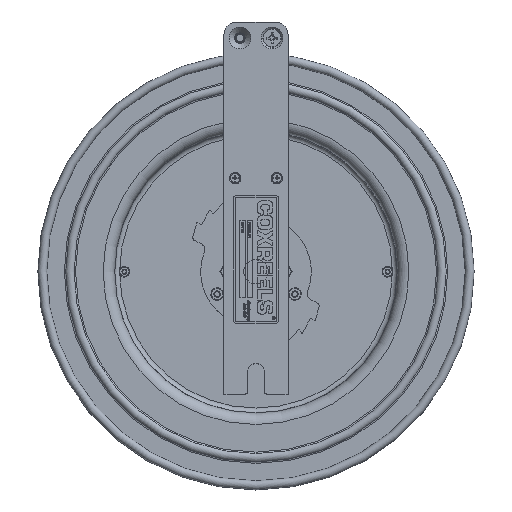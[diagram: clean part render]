
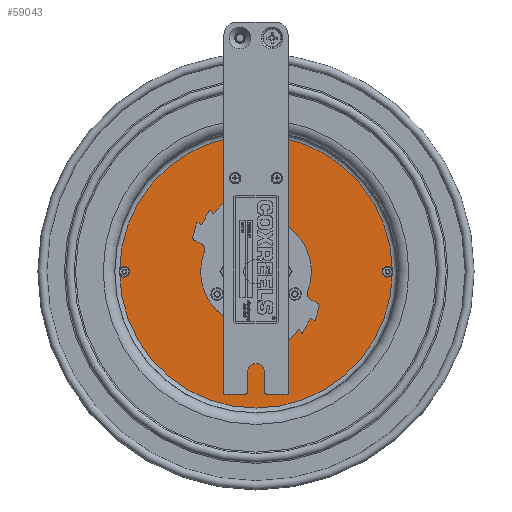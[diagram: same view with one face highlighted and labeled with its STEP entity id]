
A CAD part, top view. The second image highlights one B-rep face of the part: STEP entity #59043.
In plain terms, the highlighted planar face has unit normal (0, 0, 1).
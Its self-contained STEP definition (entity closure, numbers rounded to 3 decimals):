
#3482=FACE_BOUND('',#9436,.T.);
#3483=FACE_BOUND('',#9437,.T.);
#3484=FACE_BOUND('',#9438,.T.);
#3485=FACE_BOUND('',#9439,.T.);
#3486=FACE_BOUND('',#9440,.T.);
#3487=FACE_BOUND('',#9441,.T.);
#4688=PLANE('',#62380);
#6841=FACE_OUTER_BOUND('',#9435,.T.);
#9435=EDGE_LOOP('',(#53307,#53308));
#9436=EDGE_LOOP('',(#53309));
#9437=EDGE_LOOP('',(#53310,#53311,#53312,#53313));
#9438=EDGE_LOOP('',(#53314,#53315,#53316,#53317));
#9439=EDGE_LOOP('',(#53318,#53319,#53320,#53321));
#9440=EDGE_LOOP('',(#53322));
#9441=EDGE_LOOP('',(#53323));
#15214=LINE('',#108328,#21021);
#15215=LINE('',#108330,#21022);
#15216=LINE('',#108332,#21023);
#15217=LINE('',#108333,#21024);
#15218=LINE('',#108336,#21025);
#15219=LINE('',#108338,#21026);
#15220=LINE('',#108340,#21027);
#15221=LINE('',#108341,#21028);
#15222=LINE('',#108344,#21029);
#15223=LINE('',#108346,#21030);
#15224=LINE('',#108348,#21031);
#15225=LINE('',#108349,#21032);
#21021=VECTOR('',#74188,0.394);
#21022=VECTOR('',#74189,0.394);
#21023=VECTOR('',#74190,0.394);
#21024=VECTOR('',#74191,0.394);
#21025=VECTOR('',#74192,0.394);
#21026=VECTOR('',#74193,0.394);
#21027=VECTOR('',#74194,0.394);
#21028=VECTOR('',#74195,0.394);
#21029=VECTOR('',#74196,0.394);
#21030=VECTOR('',#74197,0.394);
#21031=VECTOR('',#74198,0.394);
#21032=VECTOR('',#74199,0.394);
#22522=CIRCLE('',#62381,5.313);
#22523=CIRCLE('',#62382,5.313);
#22524=CIRCLE('',#62383,0.94);
#22525=CIRCLE('',#62384,0.1);
#22526=CIRCLE('',#62385,0.1);
#29613=VERTEX_POINT('',#108320);
#29614=VERTEX_POINT('',#108321);
#29615=VERTEX_POINT('',#108324);
#29616=VERTEX_POINT('',#108326);
#29617=VERTEX_POINT('',#108327);
#29618=VERTEX_POINT('',#108329);
#29619=VERTEX_POINT('',#108331);
#29620=VERTEX_POINT('',#108334);
#29621=VERTEX_POINT('',#108335);
#29622=VERTEX_POINT('',#108337);
#29623=VERTEX_POINT('',#108339);
#29624=VERTEX_POINT('',#108342);
#29625=VERTEX_POINT('',#108343);
#29626=VERTEX_POINT('',#108345);
#29627=VERTEX_POINT('',#108347);
#29628=VERTEX_POINT('',#108350);
#29629=VERTEX_POINT('',#108352);
#39238=EDGE_CURVE('',#29613,#29614,#22522,.T.);
#39239=EDGE_CURVE('',#29614,#29613,#22523,.T.);
#39240=EDGE_CURVE('',#29615,#29615,#22524,.T.);
#39241=EDGE_CURVE('',#29616,#29617,#15214,.T.);
#39242=EDGE_CURVE('',#29617,#29618,#15215,.T.);
#39243=EDGE_CURVE('',#29618,#29619,#15216,.T.);
#39244=EDGE_CURVE('',#29619,#29616,#15217,.T.);
#39245=EDGE_CURVE('',#29620,#29621,#15218,.T.);
#39246=EDGE_CURVE('',#29621,#29622,#15219,.T.);
#39247=EDGE_CURVE('',#29622,#29623,#15220,.T.);
#39248=EDGE_CURVE('',#29623,#29620,#15221,.T.);
#39249=EDGE_CURVE('',#29624,#29625,#15222,.T.);
#39250=EDGE_CURVE('',#29625,#29626,#15223,.T.);
#39251=EDGE_CURVE('',#29626,#29627,#15224,.T.);
#39252=EDGE_CURVE('',#29627,#29624,#15225,.T.);
#39253=EDGE_CURVE('',#29628,#29628,#22525,.T.);
#39254=EDGE_CURVE('',#29629,#29629,#22526,.T.);
#53307=ORIENTED_EDGE('',*,*,#39238,.F.);
#53308=ORIENTED_EDGE('',*,*,#39239,.F.);
#53309=ORIENTED_EDGE('',*,*,#39240,.T.);
#53310=ORIENTED_EDGE('',*,*,#39241,.T.);
#53311=ORIENTED_EDGE('',*,*,#39242,.T.);
#53312=ORIENTED_EDGE('',*,*,#39243,.T.);
#53313=ORIENTED_EDGE('',*,*,#39244,.T.);
#53314=ORIENTED_EDGE('',*,*,#39245,.T.);
#53315=ORIENTED_EDGE('',*,*,#39246,.T.);
#53316=ORIENTED_EDGE('',*,*,#39247,.T.);
#53317=ORIENTED_EDGE('',*,*,#39248,.T.);
#53318=ORIENTED_EDGE('',*,*,#39249,.T.);
#53319=ORIENTED_EDGE('',*,*,#39250,.T.);
#53320=ORIENTED_EDGE('',*,*,#39251,.T.);
#53321=ORIENTED_EDGE('',*,*,#39252,.T.);
#53322=ORIENTED_EDGE('',*,*,#39253,.T.);
#53323=ORIENTED_EDGE('',*,*,#39254,.T.);
#59043=ADVANCED_FACE('',(#6841,#3482,#3483,#3484,#3485,#3486,#3487),#4688,
 .T.);
#62380=AXIS2_PLACEMENT_3D('',#108319,#74180,#74181);
#62381=AXIS2_PLACEMENT_3D('',#108322,#74182,#74183);
#62382=AXIS2_PLACEMENT_3D('',#108323,#74184,#74185);
#62383=AXIS2_PLACEMENT_3D('',#108325,#74186,#74187);
#62384=AXIS2_PLACEMENT_3D('',#108351,#74200,#74201);
#62385=AXIS2_PLACEMENT_3D('',#108353,#74202,#74203);
#74180=DIRECTION('center_axis',(0.,0.,
1.));
#74181=DIRECTION('ref_axis',(0.,1.,0.));
#74182=DIRECTION('center_axis',(0.,0.,
-1.));
#74183=DIRECTION('ref_axis',(-1.,0.,0.));
#74184=DIRECTION('center_axis',(0.,0.,
-1.));
#74185=DIRECTION('ref_axis',(-1.,0.,0.));
#74186=DIRECTION('center_axis',(0.,0.,
-1.));
#74187=DIRECTION('ref_axis',(1.,0.,0.));
#74188=DIRECTION('',(0.,1.,0.));
#74189=DIRECTION('',(1.,0.,0.));
#74190=DIRECTION('',(0.,-1.,0.));
#74191=DIRECTION('',(-1.,0.,0.));
#74192=DIRECTION('',(-1.,0.,0.));
#74193=DIRECTION('',(0.,1.,0.));
#74194=DIRECTION('',(1.,0.,0.));
#74195=DIRECTION('',(0.,-1.,0.));
#74196=DIRECTION('',(0.,1.,0.));
#74197=DIRECTION('',(1.,0.,0.));
#74198=DIRECTION('',(0.,-1.,0.));
#74199=DIRECTION('',(-1.,0.,0.));
#74200=DIRECTION('center_axis',(0.,0.,
-1.));
#74201=DIRECTION('ref_axis',(1.,0.,0.));
#74202=DIRECTION('center_axis',(0.,0.,
-1.));
#74203=DIRECTION('ref_axis',(1.,0.,0.));
#108319=CARTESIAN_POINT('Origin',(-2.657,-2.475,-1.523));
#108320=CARTESIAN_POINT('',(-5.313,-2.475,-1.523));
#108321=CARTESIAN_POINT('',(0.,2.838,-1.523));
#108322=CARTESIAN_POINT('Origin',(0.,-2.475,-1.523));
#108323=CARTESIAN_POINT('Origin',(0.,-2.475,-1.523));
#108324=CARTESIAN_POINT('',(-0.94,-2.475,-1.523));
#108325=CARTESIAN_POINT('Origin',(0.,-2.475,-1.523));
#108326=CARTESIAN_POINT('',(-1.65,-3.484,-1.523));
#108327=CARTESIAN_POINT('',(-1.65,-3.216,-1.523));
#108328=CARTESIAN_POINT('',(-1.65,-2.98,-1.523));
#108329=CARTESIAN_POINT('',(-1.382,-3.216,-1.523));
#108330=CARTESIAN_POINT('',(-2.153,-3.216,-1.523));
#108331=CARTESIAN_POINT('',(-1.382,-3.484,-1.523));
#108332=CARTESIAN_POINT('',(-1.382,-2.846,-1.523));
#108333=CARTESIAN_POINT('',(-2.019,-3.484,-1.523));
#108334=CARTESIAN_POINT('',(0.134,-0.859,-1.523));
#108335=CARTESIAN_POINT('',(-0.134,-0.859,-1.523));
#108336=CARTESIAN_POINT('',(-1.261,-0.859,-1.523));
#108337=CARTESIAN_POINT('',(-0.134,-0.591,-1.523));
#108338=CARTESIAN_POINT('',(-0.134,-1.667,-1.523));
#108339=CARTESIAN_POINT('',(0.134,-0.591,-1.523));
#108340=CARTESIAN_POINT('',(-1.395,-0.591,-1.523));
#108341=CARTESIAN_POINT('',(0.134,-1.533,-1.523));
#108342=CARTESIAN_POINT('',(1.382,-3.484,-1.523));
#108343=CARTESIAN_POINT('',(1.382,-3.216,-1.523));
#108344=CARTESIAN_POINT('',(1.382,-2.98,-1.523));
#108345=CARTESIAN_POINT('',(1.65,-3.216,-1.523));
#108346=CARTESIAN_POINT('',(-0.638,-3.216,-1.523));
#108347=CARTESIAN_POINT('',(1.65,-3.484,-1.523));
#108348=CARTESIAN_POINT('',(1.65,-2.846,-1.523));
#108349=CARTESIAN_POINT('',(-0.504,-3.484,-1.523));
#108350=CARTESIAN_POINT('',(-5.225,-2.475,-1.523));
#108351=CARTESIAN_POINT('Origin',(-5.125,-2.475,-1.523));
#108352=CARTESIAN_POINT('',(5.025,-2.475,-1.523));
#108353=CARTESIAN_POINT('Origin',(5.125,-2.475,-1.523));
